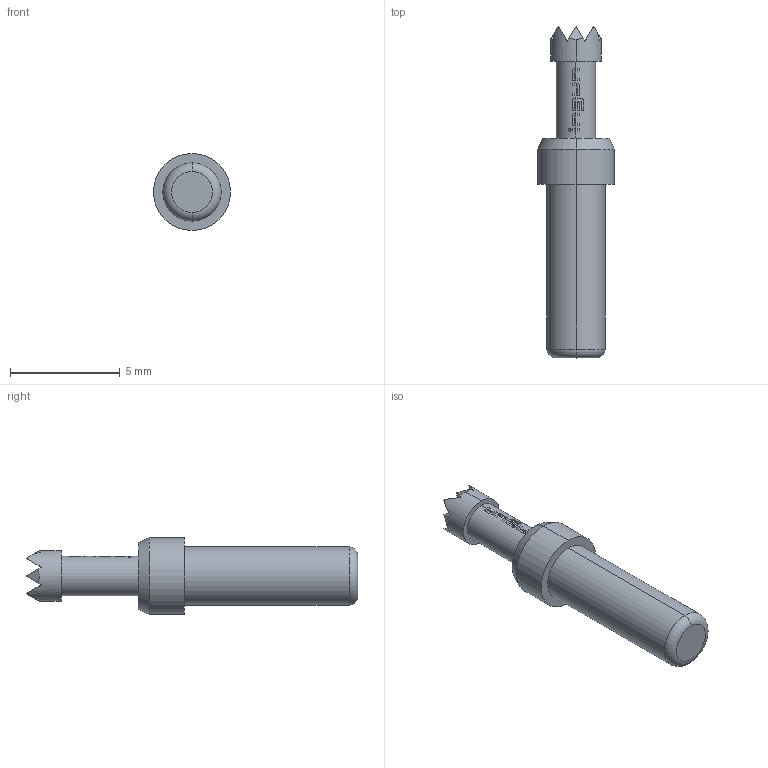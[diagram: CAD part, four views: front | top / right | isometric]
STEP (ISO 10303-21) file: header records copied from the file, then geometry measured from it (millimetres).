
FILE_DESCRIPTION (( 'STEP AP203' ), '1' );
FILE_NAME ('INGUN_GKS-913_306_230_R_xx02_S.STEP', '2021-09-20T08:28:15', ( 'ochi' ), ( '' ), 'SwSTEP 2.0', 'SolidWorks 2018', '' );
FILE_SCHEMA (( 'CONFIG_CONTROL_DESIGN' ));
Length unit declared in the file: millimetre
Products named in the file (1): INGUN_GKS-913_306_230_R_xx02_S
Bounding box: 3.5 x 15.1 x 3.5 mm (x, y, z)
Volume: 76.6 mm3; surface area: 140 mm2
Topology: 1 solids, 1 shells, 133 faces, 348 edges, 221 vertices
Faces by surface type: plane 65, bspline 37, cylinder 27, cone 2, torus 2
Entity records: 5088 total; most frequent: CARTESIAN_POINT 2381, ORIENTED_EDGE 696, EDGE_CURVE 348, DIRECTION 310, B_SPLINE_CURVE_WITH_KNOTS 222, VERTEX_POINT 221, EDGE_LOOP 137, FACE_OUTER_BOUND 133
